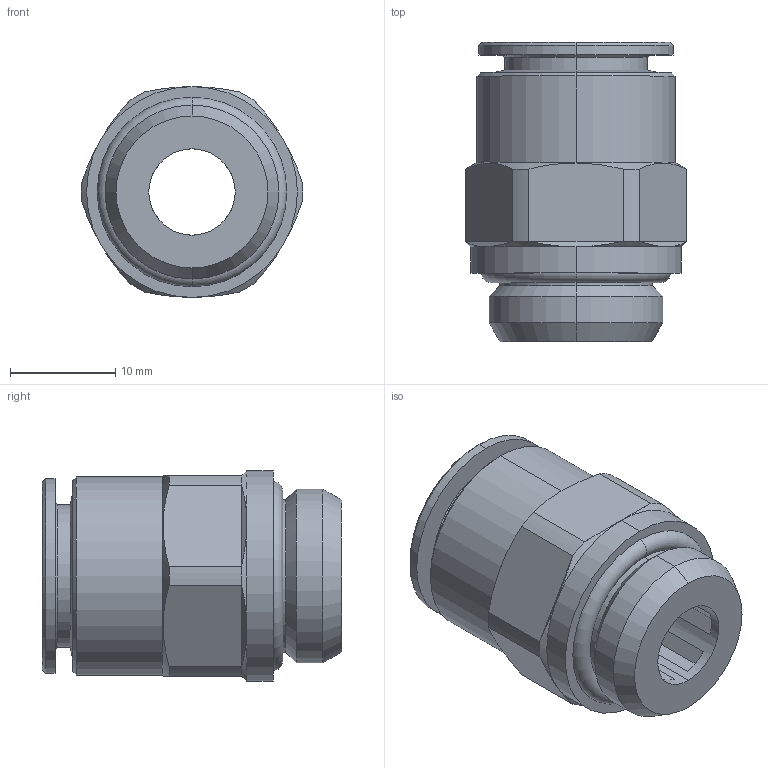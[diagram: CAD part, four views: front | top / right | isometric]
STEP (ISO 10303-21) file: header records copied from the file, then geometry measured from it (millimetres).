
FILE_DESCRIPTION (( 'STEP AP203' ), '1' );
FILE_NAME ('A0020063.STEP', '2009-01-20T09:37:25', ( '' ), ( 'sopra-pneumatic' ), 'SwSTEP 2.0', 'SolidWorks 2008', '' );
FILE_SCHEMA (( 'CONFIG_CONTROL_DESIGN' ));
Length unit declared in the file: millimetre
Products named in the file (1): A0020063
Bounding box: 20.99 x 28.4 x 20 mm (x, y, z)
Volume: 4725.3 mm3; surface area: 3359.7 mm2
Topology: 1 solids, 1 shells, 83 faces, 192 edges, 114 vertices
Faces by surface type: plane 35, cone 24, cylinder 22, torus 2
Entity records: 2501 total; most frequent: CARTESIAN_POINT 546, DIRECTION 406, ORIENTED_EDGE 384, EDGE_CURVE 192, AXIS2_PLACEMENT_3D 162, VERTEX_POINT 114, EDGE_LOOP 88, ADVANCED_FACE 83
